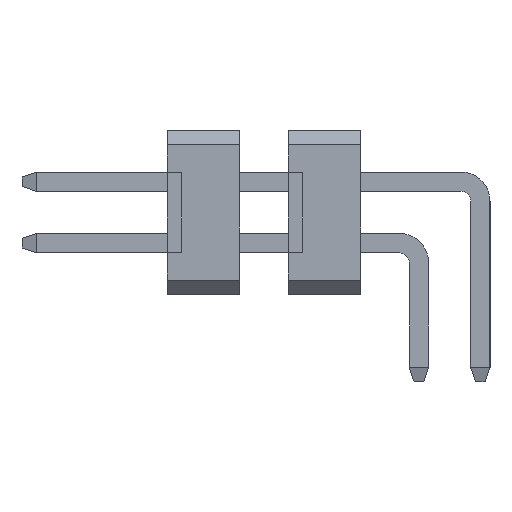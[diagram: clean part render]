
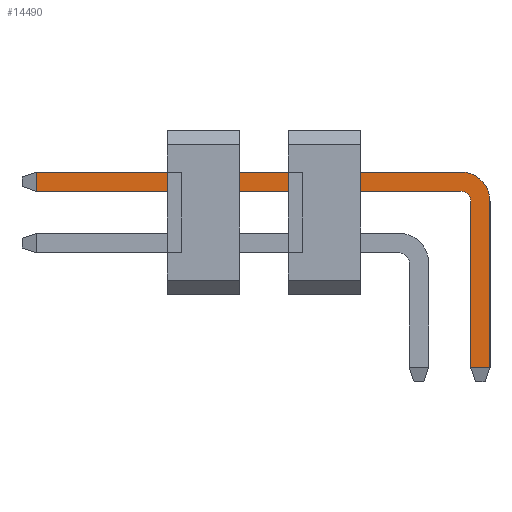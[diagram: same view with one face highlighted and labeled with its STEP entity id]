
A CAD part, left-side view. The second image highlights one B-rep face of the part: STEP entity #14490.
In plain terms, the highlighted planar face has unit normal (-1, 0, 0).
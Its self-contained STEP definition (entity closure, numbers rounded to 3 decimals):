
#14244=CARTESIAN_POINT('',(-0.2,6.7,0.435));
#14245=VERTEX_POINT('',#14244);
#14268=CARTESIAN_POINT('',(-0.2,6.7,0.835));
#14269=VERTEX_POINT('',#14268);
#14270=CARTESIAN_POINT('',(-0.2,6.7,0.435));
#14271=DIRECTION('',(0.,0.,1.));
#14272=VECTOR('',#14271,0.4);
#14273=LINE('',#14270,#14272);
#14274=EDGE_CURVE('',#14245,#14269,#14273,.T.);
#14315=CARTESIAN_POINT('',(-0.2,-2.07,0.835));
#14316=VERTEX_POINT('',#14315);
#14317=CARTESIAN_POINT('',(-0.2,6.7,0.835));
#14318=DIRECTION('',(0.,-1.,0.));
#14319=VECTOR('',#14318,8.77);
#14320=LINE('',#14317,#14319);
#14321=EDGE_CURVE('',#14269,#14316,#14320,.T.);
#14422=CARTESIAN_POINT('',(-0.2,-2.07,0.435));
#14423=VERTEX_POINT('',#14422);
#14430=CARTESIAN_POINT('',(-0.2,-2.07,0.435));
#14431=DIRECTION('',(0.,1.,0.));
#14432=VECTOR('',#14431,8.77);
#14433=LINE('',#14430,#14432);
#14434=EDGE_CURVE('',#14423,#14245,#14433,.T.);
#14440=CARTESIAN_POINT('',(-0.2,7.,0.835));
#14441=DIRECTION('',(0.,0.,-1.));
#14442=DIRECTION('',(-1.,-0.,-0.));
#14443=AXIS2_PLACEMENT_3D('',#14440,#14442,#14441);
#14444=PLANE('',#14443);
#14445=ORIENTED_EDGE('',*,*,#14434,.F.);
#14446=CARTESIAN_POINT('',(-0.2,-2.27,0.235));
#14447=VERTEX_POINT('',#14446);
#14448=CARTESIAN_POINT('',(-0.2,-2.07,0.235));
#14449=DIRECTION('',(0.,0.,1.));
#14450=DIRECTION('',(1.,0.,0.));
#14451=AXIS2_PLACEMENT_3D('',#14448,#14450,#14449);
#14452=CIRCLE('',#14451,0.2);
#14453=EDGE_CURVE('',#14423,#14447,#14452,.T.);
#14454=ORIENTED_EDGE('',*,*,#14453,.T.);
#14455=CARTESIAN_POINT('',(-0.2,-2.27,-3.2));
#14456=VERTEX_POINT('',#14455);
#14457=CARTESIAN_POINT('',(-0.2,-2.27,0.235));
#14458=DIRECTION('',(0.,0.,-1.));
#14459=VECTOR('',#14458,3.435);
#14460=LINE('',#14457,#14459);
#14461=EDGE_CURVE('',#14447,#14456,#14460,.T.);
#14462=ORIENTED_EDGE('',*,*,#14461,.T.);
#14463=CARTESIAN_POINT('',(-0.2,-2.67,-3.2));
#14464=VERTEX_POINT('',#14463);
#14465=CARTESIAN_POINT('',(-0.2,-2.27,-3.2));
#14466=DIRECTION('',(0.,-1.,0.));
#14467=VECTOR('',#14466,0.4);
#14468=LINE('',#14465,#14467);
#14469=EDGE_CURVE('',#14456,#14464,#14468,.T.);
#14470=ORIENTED_EDGE('',*,*,#14469,.T.);
#14471=CARTESIAN_POINT('',(-0.2,-2.67,0.235));
#14472=VERTEX_POINT('',#14471);
#14473=CARTESIAN_POINT('',(-0.2,-2.67,-3.2));
#14474=DIRECTION('',(0.,0.,1.));
#14475=VECTOR('',#14474,3.435);
#14476=LINE('',#14473,#14475);
#14477=EDGE_CURVE('',#14464,#14472,#14476,.T.);
#14478=ORIENTED_EDGE('',*,*,#14477,.T.);
#14479=CARTESIAN_POINT('',(-0.2,-2.07,0.235));
#14480=DIRECTION('',(0.,-1.,0.));
#14481=DIRECTION('',(-1.,0.,0.));
#14482=AXIS2_PLACEMENT_3D('',#14479,#14481,#14480);
#14483=CIRCLE('',#14482,0.6);
#14484=EDGE_CURVE('',#14472,#14316,#14483,.T.);
#14485=ORIENTED_EDGE('',*,*,#14484,.T.);
#14486=ORIENTED_EDGE('',*,*,#14321,.F.);
#14487=ORIENTED_EDGE('',*,*,#14274,.F.);
#14488=EDGE_LOOP('',(#14445,#14454,#14462,#14470,#14478,#14485,#14486,#14487));
#14489=FACE_OUTER_BOUND('',#14488,.T.);
#14490=ADVANCED_FACE('',(#14489),#14444,.T.);
